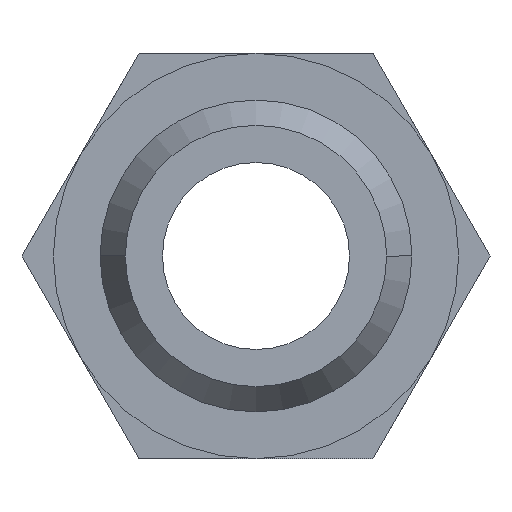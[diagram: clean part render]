
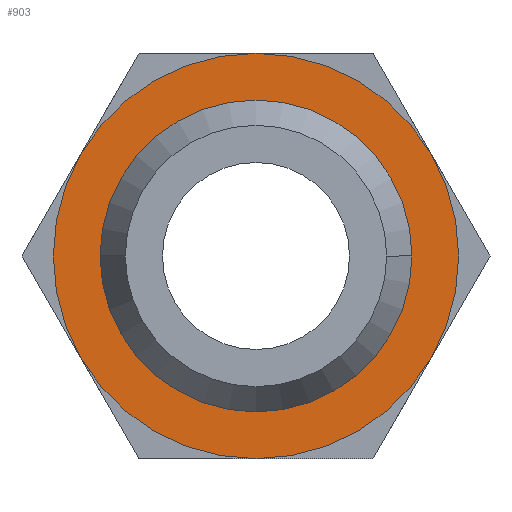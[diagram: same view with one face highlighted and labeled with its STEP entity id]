
A CAD part, front view. The second image highlights one B-rep face of the part: STEP entity #903.
In plain terms, the highlighted planar face has unit normal (0, -1, 0).
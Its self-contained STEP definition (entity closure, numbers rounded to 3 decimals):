
#51=CARTESIAN_POINT('',(6.5,5.5,0.0));
#52=VERTEX_POINT('',#51);
#95=CARTESIAN_POINT('',(-6.5,5.5,0.));
#96=VERTEX_POINT('',#95);
#103=CARTESIAN_POINT('',(0.0,5.5,0.0));
#104=DIRECTION('',(0.0,-1.0,0.0));
#105=DIRECTION('',(1.0,0.0,0.0));
#106=AXIS2_PLACEMENT_3D('',#103,#104,#105);
#107=CIRCLE('',#106,6.5);
#108=EDGE_CURVE('',#52,#96,#107,.T.);
#238=CARTESIAN_POINT('',(5.0,5.5,0.0));
#239=VERTEX_POINT('',#238);
#248=CARTESIAN_POINT('',(-5.0,5.5,0.));
#249=VERTEX_POINT('',#248);
#250=CARTESIAN_POINT('',(0.0,5.5,0.0));
#251=DIRECTION('',(0.0,-1.0,0.0));
#252=DIRECTION('',(1.0,0.0,0.0));
#253=AXIS2_PLACEMENT_3D('',#250,#251,#252);
#254=CIRCLE('',#253,5.0);
#255=EDGE_CURVE('',#239,#249,#254,.T.);
#475=CARTESIAN_POINT('',(0.0,5.5,0.0));
#476=DIRECTION('',(0.0,-1.0,0.0));
#477=DIRECTION('',(1.0,0.0,0.0));
#478=AXIS2_PLACEMENT_3D('',#475,#476,#477);
#479=CIRCLE('',#478,5.0);
#480=EDGE_CURVE('',#249,#239,#479,.T.);
#875=CARTESIAN_POINT('',(0.0,5.5,0.0));
#876=DIRECTION('',(0.0,-1.0,0.0));
#877=DIRECTION('',(1.0,0.0,0.0));
#878=AXIS2_PLACEMENT_3D('',#875,#876,#877);
#879=CIRCLE('',#878,6.5);
#880=EDGE_CURVE('',#96,#52,#879,.T.);
#890=CARTESIAN_POINT('',(5.75,5.5,0.0));
#891=DIRECTION('',(0.0,-1.0,0.0));
#892=DIRECTION('',(0.0,0.0,-1.0));
#893=AXIS2_PLACEMENT_3D('',#890,#891,#892);
#894=PLANE('',#893);
#895=ORIENTED_EDGE('',*,*,#108,.T.);
#896=ORIENTED_EDGE('',*,*,#880,.T.);
#897=EDGE_LOOP('',(#895,#896));
#898=FACE_OUTER_BOUND('',#897,.T.);
#899=ORIENTED_EDGE('',*,*,#255,.F.);
#900=ORIENTED_EDGE('',*,*,#480,.F.);
#901=EDGE_LOOP('',(#899,#900));
#902=FACE_BOUND('',#901,.T.);
#903=ADVANCED_FACE('',(#898,#902),#894,.T.);
